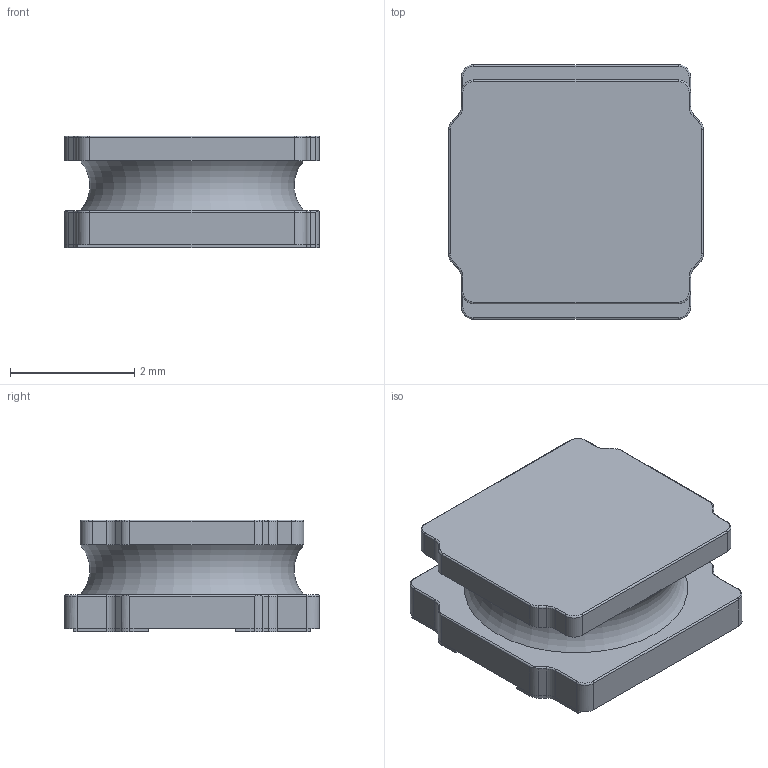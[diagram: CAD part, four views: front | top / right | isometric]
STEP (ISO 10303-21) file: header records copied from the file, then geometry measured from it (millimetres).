
FILE_DESCRIPTION(/* description */ (''),/* implementation_level */ '2;1');
FILE_NAME(/* name */ 'Taiyo Yuden - NR4018.step',/* time_stamp */ '2019-12-02T17:28:42+00:00',/* author */ (''),/* organization */ (''),/* preprocessor_version */ 'ST-DEVELOPER v18',/* originating_system */ 'Autodesk Translation Framework v8.12.0.6',/* authorisation */ '');
FILE_SCHEMA (('AUTOMOTIVE_DESIGN { 1 0 10303 214 3 1 1 }','PROCESS_PLANNING_SCHEMA'));
Length unit declared in the file: millimetre
Products named in the file (1): Taiyo Yuden - NR4018
Bounding box: 4.1 x 4.1 x 1.8 mm (x, y, z)
Volume: 22.2 mm3; surface area: 64.6 mm2
Topology: 1 solids, 1 shells, 130 faces, 312 edges, 185 vertices
Faces by surface type: cylinder 60, plane 49, torus 21
Entity records: 3813 total; most frequent: DIRECTION 696, CARTESIAN_POINT 668, ORIENTED_EDGE 624, EDGE_CURVE 312, AXIS2_PLACEMENT_3D 261, VERTEX_POINT 185, LINE 174, VECTOR 174
